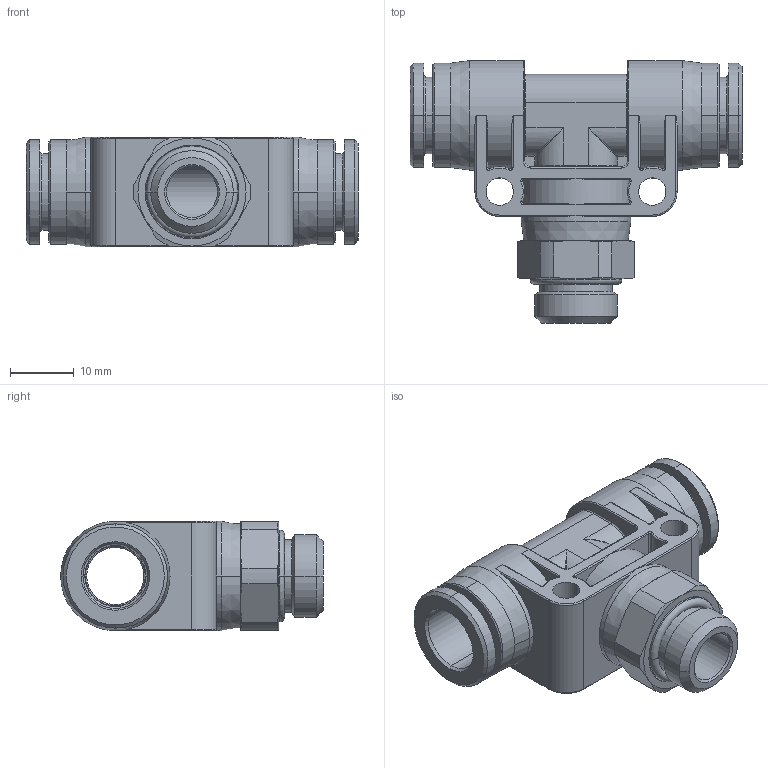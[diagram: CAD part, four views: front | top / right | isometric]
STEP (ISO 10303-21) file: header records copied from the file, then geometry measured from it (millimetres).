
FILE_DESCRIPTION(( 'MXP.21.10.14.stp' ), '1');
FILE_NAME( 'MXP.21.10.14.stp', '2021-02-22T15:42:47',( 'Sopra'),('sopra-pneumatic.com'), 'SwSTEP 2.0','SolidWorks 2009','' );
FILE_SCHEMA(('CONFIG_CONTROL_DESIGN'));
Length unit declared in the file: millimetre
Products named in the file (1): 367371B_921V-10FF-1-4
Bounding box: 52.2 x 41.3 x 17.2 mm (x, y, z)
Volume: 11759.8 mm3; surface area: 8849.6 mm2
Topology: 2 solids, 2 shells, 308 faces, 734 edges, 440 vertices
Faces by surface type: cylinder 135, torus 68, plane 61, cone 40, bspline 4
Entity records: 9957 total; most frequent: CARTESIAN_POINT 2671, DIRECTION 1639, ORIENTED_EDGE 1468, EDGE_CURVE 734, AXIS2_PLACEMENT_3D 684, VERTEX_POINT 440, CIRCLE 380, EDGE_LOOP 328
